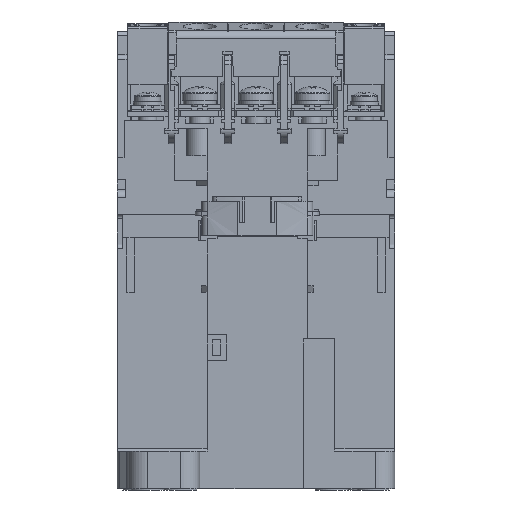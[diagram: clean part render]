
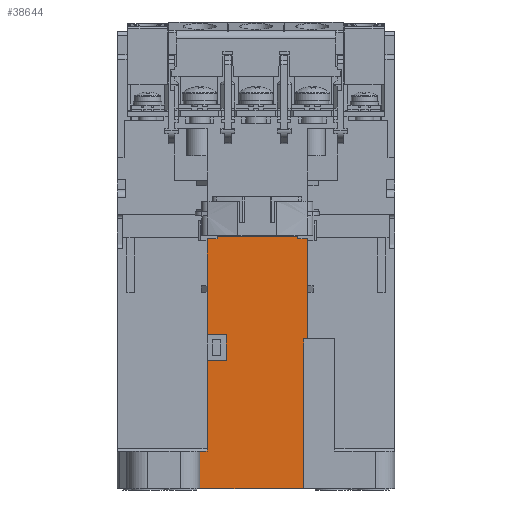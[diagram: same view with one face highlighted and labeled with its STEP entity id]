
A CAD part, front view. The second image highlights one B-rep face of the part: STEP entity #38644.
In plain terms, the highlighted planar face has unit normal (0, -1, 0).
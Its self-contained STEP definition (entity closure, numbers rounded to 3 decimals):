
#842 = DIRECTION ( 'NONE',  ( -1., 0., 0. ) ) ;
#3300 = EDGE_CURVE ( 'NONE', #52091, #19729, #10388, .T. ) ;
#3627 = CARTESIAN_POINT ( 'NONE',  ( -11.3, -30., 53.15 ) ) ;
#5590 = VERTEX_POINT ( 'NONE', #70614 ) ;
#7348 = CARTESIAN_POINT ( 'NONE',  ( -11.3, -30., 31.045 ) ) ;
#7794 = LINE ( 'NONE', #82732, #48366 ) ;
#8136 = DIRECTION ( 'NONE',  ( 0., 0., -1. ) ) ;
#8236 = VERTEX_POINT ( 'NONE', #57327 ) ;
#8557 = CARTESIAN_POINT ( 'NONE',  ( -11.3, -30., 25.045 ) ) ;
#8869 = LINE ( 'NONE', #9303, #87844 ) ;
#9000 = LINE ( 'NONE', #70897, #10888 ) ;
#9183 = DIRECTION ( 'NONE',  ( -1., 0., 0. ) ) ;
#9201 = VECTOR ( 'NONE', #69221, 1000. ) ;
#9303 = CARTESIAN_POINT ( 'NONE',  ( 11., -30., -4.5 ) ) ;
#9764 = DIRECTION ( 'NONE',  ( 0., 0., 1. ) ) ;
#9782 = LINE ( 'NONE', #33659, #15542 ) ;
#10388 = LINE ( 'NONE', #3627, #21102 ) ;
#10888 = VECTOR ( 'NONE', #58236, 1000. ) ;
#11068 = EDGE_CURVE ( 'NONE', #52091, #42880, #7794, .T. ) ;
#12518 = VERTEX_POINT ( 'NONE', #87725 ) ;
#13733 = VERTEX_POINT ( 'NONE', #40168 ) ;
#13832 = ORIENTED_EDGE ( 'NONE', *, *, #20839, .F. ) ;
#14539 = LINE ( 'NONE', #29465, #9201 ) ;
#14564 = CARTESIAN_POINT ( 'NONE',  ( -9., -30., 53.15 ) ) ;
#14586 = EDGE_LOOP ( 'NONE', ( #26149, #85014, #73669, #46018, #42328, #62385, #60181, #44594, #13832, #47247, #67157, #81436, #35102, #39393, #19464, #51074 ) ) ;
#14602 = FACE_OUTER_BOUND ( 'NONE', #14586, .T. ) ;
#15542 = VECTOR ( 'NONE', #68424, 1000. ) ;
#16257 = LINE ( 'NONE', #63724, #78420 ) ;
#16591 = LINE ( 'NONE', #44147, #30744 ) ;
#16623 = DIRECTION ( 'NONE',  ( 0., 0., 1. ) ) ;
#16751 = EDGE_CURVE ( 'NONE', #61320, #13733, #16257, .T. ) ;
#17837 = VERTEX_POINT ( 'NONE', #68563 ) ;
#18967 = CARTESIAN_POINT ( 'NONE',  ( -11.3, -30., 25.045 ) ) ;
#19041 = VECTOR ( 'NONE', #842, 1000. ) ;
#19464 = ORIENTED_EDGE ( 'NONE', *, *, #37377, .F. ) ;
#19729 = VERTEX_POINT ( 'NONE', #14564 ) ;
#19750 = LINE ( 'NONE', #54585, #28615 ) ;
#19792 = VERTEX_POINT ( 'NONE', #42577 ) ;
#20101 = EDGE_CURVE ( 'NONE', #5590, #76540, #36082, .T. ) ;
#20839 = EDGE_CURVE ( 'NONE', #13733, #12518, #43488, .T. ) ;
#21102 = VECTOR ( 'NONE', #65945, 1000. ) ;
#21257 = VECTOR ( 'NONE', #23386, 1000. ) ;
#21377 = DIRECTION ( 'NONE',  ( 0., 0., -1. ) ) ;
#23386 = DIRECTION ( 'NONE',  ( 0., 0., 1. ) ) ;
#25067 = CARTESIAN_POINT ( 'NONE',  ( -9., -30., 58.8 ) ) ;
#26149 = ORIENTED_EDGE ( 'NONE', *, *, #82900, .F. ) ;
#26889 = EDGE_CURVE ( 'NONE', #19792, #48558, #8869, .T. ) ;
#28411 = CARTESIAN_POINT ( 'NONE',  ( -11.3, -30., 53.15 ) ) ;
#28564 = CARTESIAN_POINT ( 'NONE',  ( -6.9, -30., 25.045 ) ) ;
#28615 = VECTOR ( 'NONE', #40526, 1000. ) ;
#29288 = EDGE_CURVE ( 'NONE', #42171, #58899, #67855, .T. ) ;
#29465 = CARTESIAN_POINT ( 'NONE',  ( -13., -30., 4.2 ) ) ;
#30652 = LINE ( 'NONE', #78477, #59632 ) ;
#30744 = VECTOR ( 'NONE', #84310, 1000. ) ;
#32714 = EDGE_CURVE ( 'NONE', #61355, #17837, #19750, .T. ) ;
#33659 = CARTESIAN_POINT ( 'NONE',  ( -13., -30., -4.5 ) ) ;
#34608 = AXIS2_PLACEMENT_3D ( 'NONE', #62521, #55788, #9183 ) ;
#34738 = LINE ( 'NONE', #42382, #19041 ) ;
#35102 = ORIENTED_EDGE ( 'NONE', *, *, #3300, .F. ) ;
#36082 = LINE ( 'NONE', #36543, #21257 ) ;
#36159 = DIRECTION ( 'NONE',  ( 1., 0., 0. ) ) ;
#36543 = CARTESIAN_POINT ( 'NONE',  ( -13., -30., -4.5 ) ) ;
#37377 = EDGE_CURVE ( 'NONE', #17837, #42880, #16591, .T. ) ;
#38644 = ADVANCED_FACE ( 'NONE', ( #14602 ), #64333, .F. ) ;
#39393 = ORIENTED_EDGE ( 'NONE', *, *, #11068, .T. ) ;
#40168 = CARTESIAN_POINT ( 'NONE',  ( 9.6, -30., 53.15 ) ) ;
#40526 = DIRECTION ( 'NONE',  ( 0., 0., 1. ) ) ;
#41476 = VERTEX_POINT ( 'NONE', #25067 ) ;
#42171 = VERTEX_POINT ( 'NONE', #18967 ) ;
#42328 = ORIENTED_EDGE ( 'NONE', *, *, #69748, .F. ) ;
#42382 = CARTESIAN_POINT ( 'NONE',  ( -11.3, -30., 58.8 ) ) ;
#42577 = CARTESIAN_POINT ( 'NONE',  ( 11., -30., -4.5 ) ) ;
#42880 = VERTEX_POINT ( 'NONE', #7348 ) ;
#43488 = LINE ( 'NONE', #56221, #64696 ) ;
#43537 = CARTESIAN_POINT ( 'NONE',  ( 11.9, -30., 4.2 ) ) ;
#43940 = DIRECTION ( 'NONE',  ( 1., 0., 0. ) ) ;
#44147 = CARTESIAN_POINT ( 'NONE',  ( -11.3, -30., 31.045 ) ) ;
#44594 = ORIENTED_EDGE ( 'NONE', *, *, #60241, .T. ) ;
#46018 = ORIENTED_EDGE ( 'NONE', *, *, #20101, .F. ) ;
#46573 = LINE ( 'NONE', #43537, #69066 ) ;
#47247 = ORIENTED_EDGE ( 'NONE', *, *, #16751, .F. ) ;
#48366 = VECTOR ( 'NONE', #21377, 1000. ) ;
#48489 = CARTESIAN_POINT ( 'NONE',  ( -11.3, -30., 4.2 ) ) ;
#48558 = VERTEX_POINT ( 'NONE', #87101 ) ;
#50277 = CARTESIAN_POINT ( 'NONE',  ( 9.6, -30., 58.8 ) ) ;
#51074 = ORIENTED_EDGE ( 'NONE', *, *, #32714, .F. ) ;
#52091 = VERTEX_POINT ( 'NONE', #28411 ) ;
#53867 = VECTOR ( 'NONE', #69194, 1000. ) ;
#54585 = CARTESIAN_POINT ( 'NONE',  ( -6.9, -30., 31.045 ) ) ;
#55788 = DIRECTION ( 'NONE',  ( 0., 1., 0. ) ) ;
#56221 = CARTESIAN_POINT ( 'NONE',  ( 11.9, -30., 53.15 ) ) ;
#56607 = EDGE_CURVE ( 'NONE', #19729, #41476, #30652, .T. ) ;
#57327 = CARTESIAN_POINT ( 'NONE',  ( 11.9, -30., 30.05 ) ) ;
#58236 = DIRECTION ( 'NONE',  ( -1., 0., 0. ) ) ;
#58899 = VERTEX_POINT ( 'NONE', #71746 ) ;
#59632 = VECTOR ( 'NONE', #16623, 1000. ) ;
#60181 = ORIENTED_EDGE ( 'NONE', *, *, #62088, .F. ) ;
#60241 = EDGE_CURVE ( 'NONE', #8236, #12518, #46573, .T. ) ;
#61320 = VERTEX_POINT ( 'NONE', #50277 ) ;
#61355 = VERTEX_POINT ( 'NONE', #28564 ) ;
#62088 = EDGE_CURVE ( 'NONE', #8236, #48558, #9000, .T. ) ;
#62385 = ORIENTED_EDGE ( 'NONE', *, *, #26889, .T. ) ;
#62521 = CARTESIAN_POINT ( 'NONE',  ( -13., -30., -4.5 ) ) ;
#63155 = VECTOR ( 'NONE', #36159, 1000. ) ;
#63724 = CARTESIAN_POINT ( 'NONE',  ( 9.6, -30., 58.8 ) ) ;
#64333 = PLANE ( 'NONE',  #34608 ) ;
#64696 = VECTOR ( 'NONE', #43940, 1000. ) ;
#65945 = DIRECTION ( 'NONE',  ( 1., 0., 0. ) ) ;
#67157 = ORIENTED_EDGE ( 'NONE', *, *, #78100, .T. ) ;
#67855 = LINE ( 'NONE', #48489, #53867 ) ;
#68424 = DIRECTION ( 'NONE',  ( -1., 0., 0. ) ) ;
#68563 = CARTESIAN_POINT ( 'NONE',  ( -6.9, -30., 31.045 ) ) ;
#69066 = VECTOR ( 'NONE', #71111, 1000. ) ;
#69194 = DIRECTION ( 'NONE',  ( 0., 0., -1. ) ) ;
#69221 = DIRECTION ( 'NONE',  ( -1., 0., 0. ) ) ;
#69748 = EDGE_CURVE ( 'NONE', #19792, #5590, #9782, .T. ) ;
#70459 = LINE ( 'NONE', #8557, #63155 ) ;
#70614 = CARTESIAN_POINT ( 'NONE',  ( -13., -30., -4.5 ) ) ;
#70897 = CARTESIAN_POINT ( 'NONE',  ( 11.9, -30., 30.05 ) ) ;
#71111 = DIRECTION ( 'NONE',  ( 0., 0., 1. ) ) ;
#71746 = CARTESIAN_POINT ( 'NONE',  ( -11.3, -30., 4.2 ) ) ;
#73669 = ORIENTED_EDGE ( 'NONE', *, *, #88016, .T. ) ;
#76540 = VERTEX_POINT ( 'NONE', #83302 ) ;
#78100 = EDGE_CURVE ( 'NONE', #61320, #41476, #34738, .T. ) ;
#78420 = VECTOR ( 'NONE', #8136, 1000. ) ;
#78477 = CARTESIAN_POINT ( 'NONE',  ( -9., -30., 58.8 ) ) ;
#81436 = ORIENTED_EDGE ( 'NONE', *, *, #56607, .F. ) ;
#82732 = CARTESIAN_POINT ( 'NONE',  ( -11.3, -30., 4.2 ) ) ;
#82900 = EDGE_CURVE ( 'NONE', #42171, #61355, #70459, .T. ) ;
#83302 = CARTESIAN_POINT ( 'NONE',  ( -13., -30., 4.2 ) ) ;
#84310 = DIRECTION ( 'NONE',  ( -1., 0., 0. ) ) ;
#85014 = ORIENTED_EDGE ( 'NONE', *, *, #29288, .T. ) ;
#87101 = CARTESIAN_POINT ( 'NONE',  ( 11., -30., 30.05 ) ) ;
#87725 = CARTESIAN_POINT ( 'NONE',  ( 11.9, -30., 53.15 ) ) ;
#87844 = VECTOR ( 'NONE', #9764, 1000. ) ;
#88016 = EDGE_CURVE ( 'NONE', #58899, #76540, #14539, .T. ) ;
